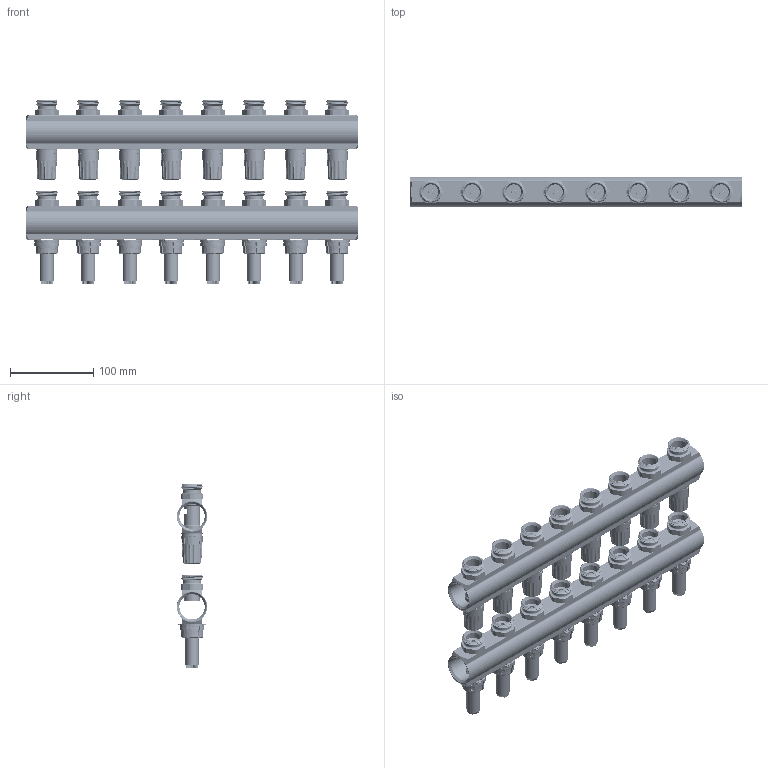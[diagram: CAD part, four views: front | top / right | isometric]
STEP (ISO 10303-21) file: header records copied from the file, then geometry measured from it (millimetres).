
FILE_DESCRIPTION((''),'2;1');
FILE_NAME('088U0528_ASM','2023-05-17T12:57:49',('U258971'),(''),'CREO PARAMETRIC BY PTC INC, 2020342','CREO PARAMETRIC BY PTC INC, 2020342','');
FILE_SCHEMA(('CONFIG_CONTROL_DESIGN'));
Length unit declared in the file: millimetre
Products named in the file (14): 088U7309-8LOOPS_2; 088U7308-8LOOPS_2; 013G1380_AF0_2; 013G0295___AF0_ASM_2_ASM; 013G0200__AF0_ASM_2_ASM; 013G0376-FOR-MANIFOLD_ASM_2_ASM; 088U7312_2; 013G0951_2; FM-B-05_2; FLOWMETERASSY_ASM_2_ASM; 088U7313_2; FM-A-08_2; 088U7302-8LOOPS_ASM_1_ASM; 088U0528_ASM
Assembly tree (55 placements, depth 4):
  088U0528_ASM
    088U7302-8LOOPS_ASM_1_ASM
      088U7309-8LOOPS_2
      088U7308-8LOOPS_2
      013G0376-FOR-MANIFOLD_ASM_2_ASM  x8
        013G1380_AF0_2
        013G0295___AF0_ASM_2_ASM
        013G0200__AF0_ASM_2_ASM
      088U7312_2  x8
      013G0951_2  x8
      FLOWMETERASSY_ASM_2_ASM  x8
        FM-B-05_2
      088U7313_2  x8
      FM-A-08_2  x8
Bounding box: 400 x 36.55 x 220.7 mm (x, y, z)
Volume: 570588.3 mm3; surface area: 465513.8 mm2
Topology: 50 solids, 96 shells, 12172 faces, 35510 edges, 23550 vertices
Faces by surface type: plane 4546, cylinder 3470, bspline 1664, cone 1328, torus 560, extrusion 492, sphere 112
Entity records: 101142 total; most frequent: CARTESIAN_POINT 42060, ORIENTED_EDGE 13572, DIRECTION 10202, EDGE_CURVE 6873, VERTEX_POINT 4587, AXIS2_PLACEMENT_3D 3704, B_SPLINE_CURVE_WITH_KNOTS 2957, VECTOR 2794
